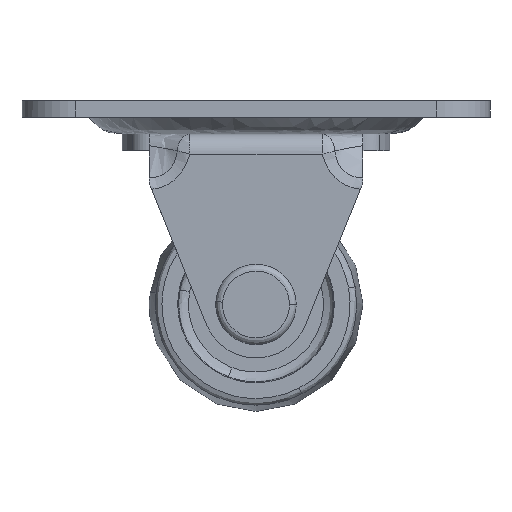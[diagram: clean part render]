
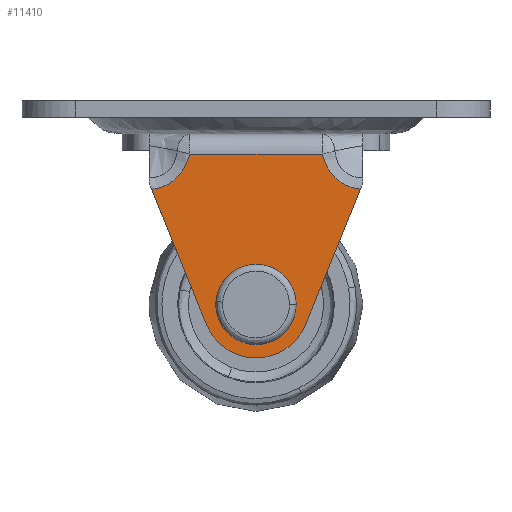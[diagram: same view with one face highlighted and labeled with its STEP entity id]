
A CAD part, front view. The second image highlights one B-rep face of the part: STEP entity #11410.
In plain terms, the highlighted free-form (B-spline) face has degree [1, 1] with [2, 2] control points.
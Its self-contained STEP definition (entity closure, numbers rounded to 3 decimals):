
#7671=CARTESIAN_POINT('',(-3.054,-18.5,-2.583));
#7672=VERTEX_POINT('',#7671);
#7678=CARTESIAN_POINT('',(0.0,-18.5,-4.0));
#7679=VERTEX_POINT('',#7678);
#7680=CARTESIAN_POINT('',(-3.054,-18.5,-2.583));
#7681=CARTESIAN_POINT('',(-2.879,-18.5,-2.79));
#7682=CARTESIAN_POINT('',(-2.447,-18.5,-3.207));
#7683=CARTESIAN_POINT('',(-1.682,-18.5,-3.669));
#7684=CARTESIAN_POINT('',(-0.833,-18.5,-3.943));
#7685=CARTESIAN_POINT('',(-0.272,-18.5,-4.));
#7686=CARTESIAN_POINT('',(0.0,-18.5,-4.0));
#7687=B_SPLINE_CURVE_WITH_KNOTS('',3,(#7680,#7681,#7682,#7683,#7684,#7685,#7686),.UNSPECIFIED.,.F.,.U.,(4,1,1,1,4),(0.,0.815,1.792,2.661,3.475),.UNSPECIFIED.);
#7688=EDGE_CURVE('',#7672,#7679,#7687,.T.);
#7690=CARTESIAN_POINT('',(4.,-18.5,0.));
#7691=VERTEX_POINT('',#7690);
#7692=CARTESIAN_POINT('',(0.0,-18.5,-4.0));
#7693=CARTESIAN_POINT('',(0.36,-18.5,-4.));
#7694=CARTESIAN_POINT('',(0.916,-18.5,-3.924));
#7695=CARTESIAN_POINT('',(1.642,-18.5,-3.665));
#7696=CARTESIAN_POINT('',(2.321,-18.5,-3.297));
#7697=CARTESIAN_POINT('',(2.971,-18.5,-2.736));
#7698=CARTESIAN_POINT('',(3.477,-18.5,-2.026));
#7699=CARTESIAN_POINT('',(3.881,-18.5,-1.145));
#7700=CARTESIAN_POINT('',(4.,-18.5,-0.458));
#7701=CARTESIAN_POINT('',(4.,-18.5,0.));
#7702=B_SPLINE_CURVE_WITH_KNOTS('',3,(#7692,#7693,#7694,#7695,#7696,#7697,#7698,#7699,#7700,#7701),.UNSPECIFIED.,.F.,.U.,(4,1,1,1,1,1,1,4),(0.,1.08,1.669,2.307,3.387,4.222,4.909,6.283),.UNSPECIFIED.);
#7703=EDGE_CURVE('',#7679,#7691,#7702,.T.);
#7705=CARTESIAN_POINT('',(0.,-18.5,4.0));
#7706=VERTEX_POINT('',#7705);
#7707=CARTESIAN_POINT('',(4.,-18.5,0.));
#7708=CARTESIAN_POINT('',(4.,-18.5,0.442));
#7709=CARTESIAN_POINT('',(3.874,-18.5,1.194));
#7710=CARTESIAN_POINT('',(3.474,-18.5,2.026));
#7711=CARTESIAN_POINT('',(3.052,-18.5,2.61));
#7712=CARTESIAN_POINT('',(2.521,-18.5,3.148));
#7713=CARTESIAN_POINT('',(1.84,-18.5,3.585));
#7714=CARTESIAN_POINT('',(0.965,-18.5,3.916));
#7715=CARTESIAN_POINT('',(0.376,-18.5,4.));
#7716=CARTESIAN_POINT('',(0.,-18.5,4.0));
#7717=B_SPLINE_CURVE_WITH_KNOTS('',3,(#7707,#7708,#7709,#7710,#7711,#7712,#7713,#7714,#7715,#7716),.UNSPECIFIED.,.F.,.U.,(4,1,1,1,1,1,1,4),(0.,1.325,2.258,2.749,3.485,4.516,5.154,6.283),.UNSPECIFIED.);
#7718=EDGE_CURVE('',#7691,#7706,#7717,.T.);
#7720=CARTESIAN_POINT('',(-2.753,-18.5,2.901));
#7721=VERTEX_POINT('',#7720);
#7722=CARTESIAN_POINT('',(0.,-18.5,4.0));
#7723=CARTESIAN_POINT('',(-0.348,-18.5,4.));
#7724=CARTESIAN_POINT('',(-0.996,-18.5,3.915));
#7725=CARTESIAN_POINT('',(-1.945,-18.5,3.543));
#7726=CARTESIAN_POINT('',(-2.49,-18.5,3.152));
#7727=CARTESIAN_POINT('',(-2.753,-18.5,2.901));
#7728=B_SPLINE_CURVE_WITH_KNOTS('',3,(#7722,#7723,#7724,#7725,#7726,#7727),.UNSPECIFIED.,.F.,.U.,(4,1,1,4),(0.,1.044,1.946,3.037),.UNSPECIFIED.);
#7729=EDGE_CURVE('',#7706,#7721,#7728,.T.);
#7815=CARTESIAN_POINT('',(-4.,-18.5,0.));
#7816=VERTEX_POINT('',#7815);
#7817=CARTESIAN_POINT('',(-2.753,-18.5,2.901));
#7818=CARTESIAN_POINT('',(-2.962,-18.5,2.704));
#7819=CARTESIAN_POINT('',(-3.358,-18.5,2.237));
#7820=CARTESIAN_POINT('',(-3.857,-18.5,1.268));
#7821=CARTESIAN_POINT('',(-4.,-18.5,0.473));
#7822=CARTESIAN_POINT('',(-4.,-18.5,0.));
#7823=B_SPLINE_CURVE_WITH_KNOTS('',3,(#7817,#7818,#7819,#7820,#7821,#7822),.UNSPECIFIED.,.F.,.U.,(4,1,1,4),(0.,0.862,1.826,3.246),.UNSPECIFIED.);
#7824=EDGE_CURVE('',#7721,#7816,#7823,.T.);
#7826=CARTESIAN_POINT('',(-4.,-18.5,0.));
#7827=CARTESIAN_POINT('',(-4.,-18.5,-0.483));
#7828=CARTESIAN_POINT('',(-3.828,-18.5,-1.418));
#7829=CARTESIAN_POINT('',(-3.347,-18.5,-2.237));
#7830=CARTESIAN_POINT('',(-3.054,-18.5,-2.583));
#7831=B_SPLINE_CURVE_WITH_KNOTS('',3,(#7826,#7827,#7828,#7829,#7830),.UNSPECIFIED.,.F.,.U.,(4,1,4),(0.,1.448,2.808),.UNSPECIFIED.);
#7832=EDGE_CURVE('',#7816,#7672,#7831,.T.);
#9864=CARTESIAN_POINT('',(-9.912,-18.499,22.5));
#9865=VERTEX_POINT('',#9864);
#9930=CARTESIAN_POINT('',(9.912,-18.499,22.5));
#9931=VERTEX_POINT('',#9930);
#10033=CARTESIAN_POINT('',(15.604,-18.499,17.222));
#10034=VERTEX_POINT('',#10033);
#10035=CARTESIAN_POINT('',(15.604,-18.499,17.222));
#10036=CARTESIAN_POINT('',(11.134,-18.499,17.73));
#10037=CARTESIAN_POINT('',(9.912,-18.499,22.5));
#10045=(BOUNDED_CURVE()B_SPLINE_CURVE(2,(#10035,#10036,#10037),.UNSPECIFIED.,.F.,.U.)CURVE()GEOMETRIC_REPRESENTATION_ITEM()QUASI_UNIFORM_CURVE()RATIONAL_B_SPLINE_CURVE((1.0,0.937,1.0))REPRESENTATION_ITEM(''));
#10046=EDGE_CURVE('',#10034,#9931,#10045,.T.);
#10115=CARTESIAN_POINT('',(-15.604,-18.499,17.222));
#10116=VERTEX_POINT('',#10115);
#10117=CARTESIAN_POINT('',(-9.912,-18.499,22.5));
#10118=CARTESIAN_POINT('',(-11.134,-18.499,17.73));
#10119=CARTESIAN_POINT('',(-15.604,-18.499,17.222));
#10127=(BOUNDED_CURVE()B_SPLINE_CURVE(2,(#10117,#10118,#10119),.UNSPECIFIED.,.F.,.U.)CURVE()GEOMETRIC_REPRESENTATION_ITEM()QUASI_UNIFORM_CURVE()RATIONAL_B_SPLINE_CURVE((1.0,0.937,1.0))REPRESENTATION_ITEM(''));
#10128=EDGE_CURVE('',#9865,#10116,#10127,.T.);
#10820=CARTESIAN_POINT('',(9.912,-18.499,22.5));
#10821=CARTESIAN_POINT('',(-9.912,-18.499,22.5));
#10822=QUASI_UNIFORM_CURVE('',1,(#10820,#10821),.UNSPECIFIED.,.F.,.U.);
#10823=EDGE_CURVE('',#9931,#9865,#10822,.T.);
#11241=CARTESIAN_POINT('',(7.42,-18.5,-2.991));
#11242=VERTEX_POINT('',#11241);
#11248=CARTESIAN_POINT('',(-7.415,-18.5,-3.002));
#11249=VERTEX_POINT('',#11248);
#11250=CARTESIAN_POINT('',(-7.415,-18.5,-3.002));
#11251=CARTESIAN_POINT('',(-7.146,-18.5,-3.667));
#11252=CARTESIAN_POINT('',(-6.663,-18.5,-4.512));
#11253=CARTESIAN_POINT('',(-5.643,-18.5,-5.724));
#11254=CARTESIAN_POINT('',(-4.679,-18.5,-6.55));
#11255=CARTESIAN_POINT('',(-3.343,-18.5,-7.311));
#11256=CARTESIAN_POINT('',(-1.988,-18.5,-7.801));
#11257=CARTESIAN_POINT('',(-0.417,-18.5,-8.042));
#11258=CARTESIAN_POINT('',(0.998,-18.5,-7.976));
#11259=CARTESIAN_POINT('',(2.403,-18.5,-7.67));
#11260=CARTESIAN_POINT('',(3.603,-18.5,-7.19));
#11261=CARTESIAN_POINT('',(4.655,-18.5,-6.534));
#11262=CARTESIAN_POINT('',(5.689,-18.5,-5.686));
#11263=CARTESIAN_POINT('',(6.66,-18.5,-4.551));
#11264=CARTESIAN_POINT('',(7.217,-18.5,-3.495));
#11265=CARTESIAN_POINT('',(7.42,-18.5,-2.991));
#11266=B_SPLINE_CURVE_WITH_KNOTS('',3,(#11250,#11251,#11252,#11253,#11254,#11255,#11256,#11257,#11258,#11259,#11260,#11261,#11262,#11263,#11264,#11265),.UNSPECIFIED.,.F.,.U.,(4,1,1,1,1,1,1,1,1,1,1,1,1,4),(0.,2.151,2.893,4.747,5.934,7.492,9.05,10.682,11.72,13.352,14.539,15.429,17.358,18.99),.UNSPECIFIED.);
#11267=EDGE_CURVE('',#11249,#11242,#11266,.T.);
#11381=CARTESIAN_POINT('',(-17.163,-18.499,24.024));
#11382=CARTESIAN_POINT('',(-17.163,-18.5,-9.523));
#11383=CARTESIAN_POINT('',(17.163,-18.499,24.024));
#11384=CARTESIAN_POINT('',(17.163,-18.5,-9.523));
#11385=B_SPLINE_SURFACE_WITH_KNOTS('',1,1,((#11381,#11383),(#11382,#11384)),.UNSPECIFIED.,.F.,.F.,.U.,(2,2),(2,2),(0.0,33.547),(0.0,34.326),.UNSPECIFIED.);
#11386=ORIENTED_EDGE('',*,*,#10823,.T.);
#11387=ORIENTED_EDGE('',*,*,#10128,.T.);
#11388=CARTESIAN_POINT('',(-15.604,-18.499,17.222));
#11389=CARTESIAN_POINT('',(-7.415,-18.5,-3.002));
#11390=QUASI_UNIFORM_CURVE('',1,(#11388,#11389),.UNSPECIFIED.,.F.,.U.);
#11391=EDGE_CURVE('',#10116,#11249,#11390,.T.);
#11392=ORIENTED_EDGE('',*,*,#11391,.T.);
#11393=ORIENTED_EDGE('',*,*,#11267,.T.);
#11394=CARTESIAN_POINT('',(7.42,-18.5,-2.991));
#11395=CARTESIAN_POINT('',(15.604,-18.499,17.222));
#11396=QUASI_UNIFORM_CURVE('',1,(#11394,#11395),.UNSPECIFIED.,.F.,.U.);
#11397=EDGE_CURVE('',#11242,#10034,#11396,.T.);
#11398=ORIENTED_EDGE('',*,*,#11397,.T.);
#11399=ORIENTED_EDGE('',*,*,#10046,.T.);
#11400=EDGE_LOOP('',(#11386,#11387,#11392,#11393,#11398,#11399));
#11401=FACE_OUTER_BOUND('',#11400,.T.);
#11402=ORIENTED_EDGE('',*,*,#7703,.F.);
#11403=ORIENTED_EDGE('',*,*,#7688,.F.);
#11404=ORIENTED_EDGE('',*,*,#7832,.F.);
#11405=ORIENTED_EDGE('',*,*,#7824,.F.);
#11406=ORIENTED_EDGE('',*,*,#7729,.F.);
#11407=ORIENTED_EDGE('',*,*,#7718,.F.);
#11408=EDGE_LOOP('',(#11402,#11403,#11404,#11405,#11406,#11407));
#11409=FACE_BOUND('',#11408,.T.);
#11410=ADVANCED_FACE('',(#11401,#11409),#11385,.T.);
